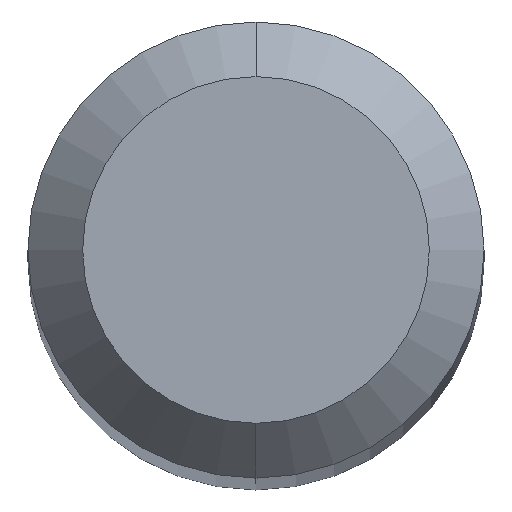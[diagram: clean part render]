
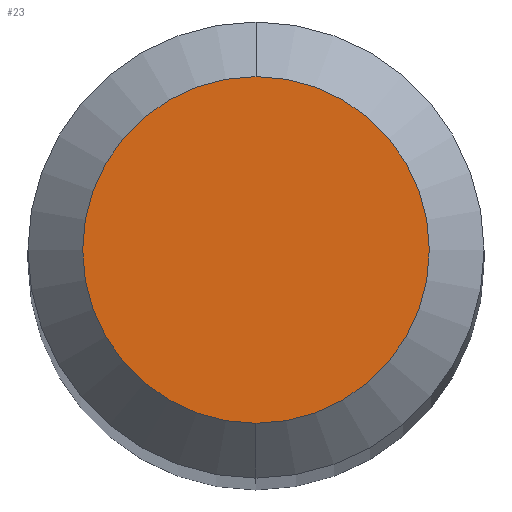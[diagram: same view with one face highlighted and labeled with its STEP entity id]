
A CAD part, top view. The second image highlights one B-rep face of the part: STEP entity #23.
In plain terms, the highlighted planar face has unit normal (0, 0, 1).
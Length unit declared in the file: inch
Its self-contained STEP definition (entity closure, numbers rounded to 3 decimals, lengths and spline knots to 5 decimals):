
#23 = ADVANCED_FACE ( 'NONE', ( #358 ), #296, .F. ) ;
#27 = DIRECTION ( 'NONE',  ( 0., 0., 1. ) ) ;
#73 = DIRECTION ( 'NONE',  ( 0., 0., -1. ) ) ;
#91 = CARTESIAN_POINT ( 'NONE',  ( 0., 0., 0. ) ) ;
#102 = AXIS2_PLACEMENT_3D ( 'NONE', #478, #73, #429 ) ;
#119 = EDGE_LOOP ( 'NONE', ( #349, #185 ) ) ;
#172 = CIRCLE ( 'NONE', #247, 0.0475 ) ;
#185 = ORIENTED_EDGE ( 'NONE', *, *, #489, .T. ) ;
#247 = AXIS2_PLACEMENT_3D ( 'NONE', #421, #27, #378 ) ;
#265 = CARTESIAN_POINT ( 'NONE',  ( 0., 0.0475, 0. ) ) ;
#296 = PLANE ( 'NONE',  #102 ) ;
#302 = DIRECTION ( 'NONE',  ( 0., -1., 0. ) ) ;
#325 = EDGE_CURVE ( 'NONE', #365, #566, #172, .T. ) ;
#343 = AXIS2_PLACEMENT_3D ( 'NONE', #91, #564, #302 ) ;
#349 = ORIENTED_EDGE ( 'NONE', *, *, #325, .T. ) ;
#358 = FACE_OUTER_BOUND ( 'NONE', #119, .T. ) ;
#365 = VERTEX_POINT ( 'NONE', #265 ) ;
#378 = DIRECTION ( 'NONE',  ( 0., -1., 0. ) ) ;
#400 = CARTESIAN_POINT ( 'NONE',  ( 0., -0.0475, 0. ) ) ;
#421 = CARTESIAN_POINT ( 'NONE',  ( 0., 0., 0. ) ) ;
#429 = DIRECTION ( 'NONE',  ( 0., 1., 0. ) ) ;
#478 = CARTESIAN_POINT ( 'NONE',  ( 0., 0.0475, 0. ) ) ;
#489 = EDGE_CURVE ( 'NONE', #566, #365, #510, .T. ) ;
#510 = CIRCLE ( 'NONE', #343, 0.0475 ) ;
#564 = DIRECTION ( 'NONE',  ( 0., 0., 1. ) ) ;
#566 = VERTEX_POINT ( 'NONE', #400 ) ;
